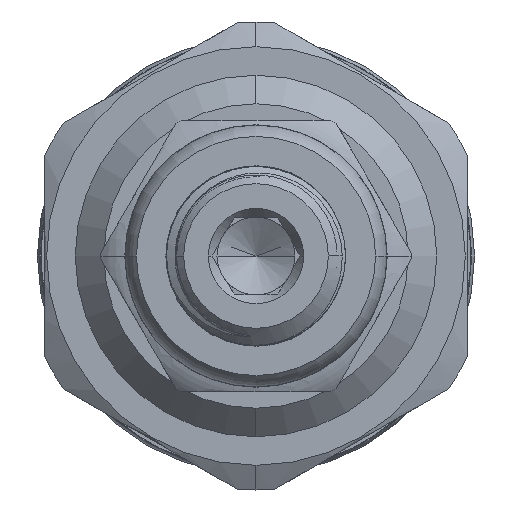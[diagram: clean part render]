
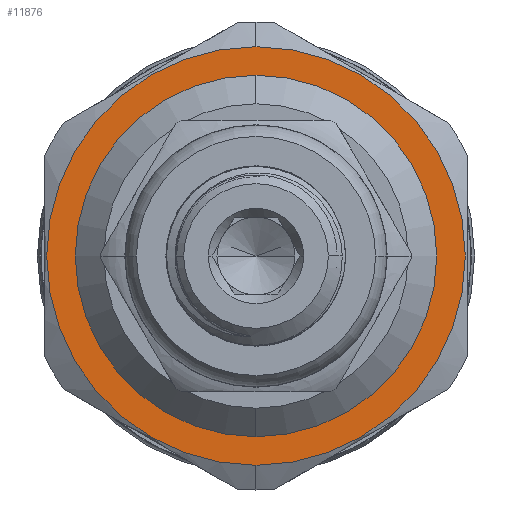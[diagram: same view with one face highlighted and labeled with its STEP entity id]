
A CAD part, left-side view. The second image highlights one B-rep face of the part: STEP entity #11876.
In plain terms, the highlighted planar face has unit normal (-1, 0, 0).
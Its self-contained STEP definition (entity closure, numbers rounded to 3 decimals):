
#788 = VERTEX_POINT ( 'NONE', #7525 ) ;
#1867 = CIRCLE ( 'NONE', #10347, 9.5 ) ;
#1995 = DIRECTION ( 'NONE',  ( -1., 0., 0. ) ) ;
#2451 = CARTESIAN_POINT ( 'NONE',  ( 12., 0., 9.5 ) ) ;
#3051 = DIRECTION ( 'NONE',  ( 1., 0., 0. ) ) ;
#3495 = CIRCLE ( 'NONE', #9650, 9.5 ) ;
#3904 = CARTESIAN_POINT ( 'NONE',  ( 12., 0., 0. ) ) ;
#3953 = ORIENTED_EDGE ( 'NONE', *, *, #13900, .T. ) ;
#4006 = CARTESIAN_POINT ( 'NONE',  ( 12., 0., 0. ) ) ;
#4166 = DIRECTION ( 'NONE',  ( 0., 0., 1. ) ) ;
#4915 = CARTESIAN_POINT ( 'NONE',  ( 12., 0., -11. ) ) ;
#4937 = CIRCLE ( 'NONE', #9319, 11. ) ;
#4958 = EDGE_LOOP ( 'NONE', ( #8014, #3953 ) ) ;
#6139 = EDGE_CURVE ( 'NONE', #13346, #7355, #1867, .T. ) ;
#6188 = DIRECTION ( 'NONE',  ( -1., 0., 0. ) ) ;
#7056 = CARTESIAN_POINT ( 'NONE',  ( 12., 9.5, 0. ) ) ;
#7355 = VERTEX_POINT ( 'NONE', #2451 ) ;
#7525 = CARTESIAN_POINT ( 'NONE',  ( 12., 0., 11. ) ) ;
#7577 = EDGE_CURVE ( 'NONE', #13218, #788, #9313, .T. ) ;
#8014 = ORIENTED_EDGE ( 'NONE', *, *, #7577, .T. ) ;
#8227 = DIRECTION ( 'NONE',  ( 0., 0., 1. ) ) ;
#8291 = AXIS2_PLACEMENT_3D ( 'NONE', #7056, #3051, #14006 ) ;
#8805 = EDGE_CURVE ( 'NONE', #7355, #13346, #3495, .T. ) ;
#9241 = FACE_BOUND ( 'NONE', #12220, .T. ) ;
#9313 = CIRCLE ( 'NONE', #10742, 11. ) ;
#9319 = AXIS2_PLACEMENT_3D ( 'NONE', #11767, #1995, #4166 ) ;
#9650 = AXIS2_PLACEMENT_3D ( 'NONE', #4006, #6188, #10739 ) ;
#10296 = DIRECTION ( 'NONE',  ( -1., 0., 0. ) ) ;
#10347 = AXIS2_PLACEMENT_3D ( 'NONE', #10500, #10296, #11455 ) ;
#10500 = CARTESIAN_POINT ( 'NONE',  ( 12., 0., 0. ) ) ;
#10739 = DIRECTION ( 'NONE',  ( 0., 0., 1. ) ) ;
#10742 = AXIS2_PLACEMENT_3D ( 'NONE', #3904, #12807, #8227 ) ;
#11381 = PLANE ( 'NONE',  #8291 ) ;
#11455 = DIRECTION ( 'NONE',  ( 0., 0., 1. ) ) ;
#11484 = FACE_OUTER_BOUND ( 'NONE', #4958, .T. ) ;
#11767 = CARTESIAN_POINT ( 'NONE',  ( 12., 0., 0. ) ) ;
#11876 = ADVANCED_FACE ( 'NONE', ( #9241, #11484 ), #11381, .F. ) ;
#12065 = ORIENTED_EDGE ( 'NONE', *, *, #6139, .F. ) ;
#12220 = EDGE_LOOP ( 'NONE', ( #13082, #12065 ) ) ;
#12807 = DIRECTION ( 'NONE',  ( -1., 0., 0. ) ) ;
#13082 = ORIENTED_EDGE ( 'NONE', *, *, #8805, .F. ) ;
#13218 = VERTEX_POINT ( 'NONE', #4915 ) ;
#13346 = VERTEX_POINT ( 'NONE', #13890 ) ;
#13890 = CARTESIAN_POINT ( 'NONE',  ( 12., 0., -9.5 ) ) ;
#13900 = EDGE_CURVE ( 'NONE', #788, #13218, #4937, .T. ) ;
#14006 = DIRECTION ( 'NONE',  ( 0., 0., -1. ) ) ;
